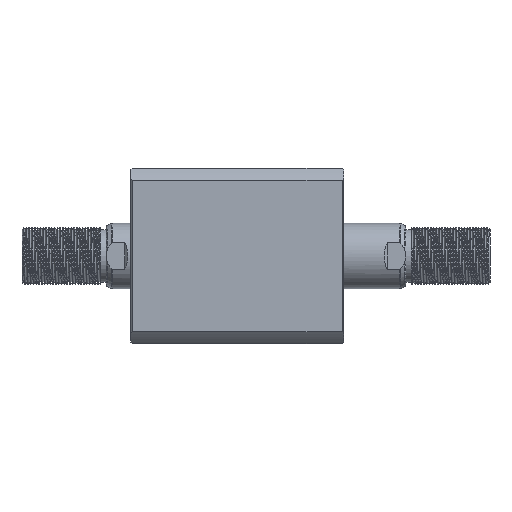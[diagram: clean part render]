
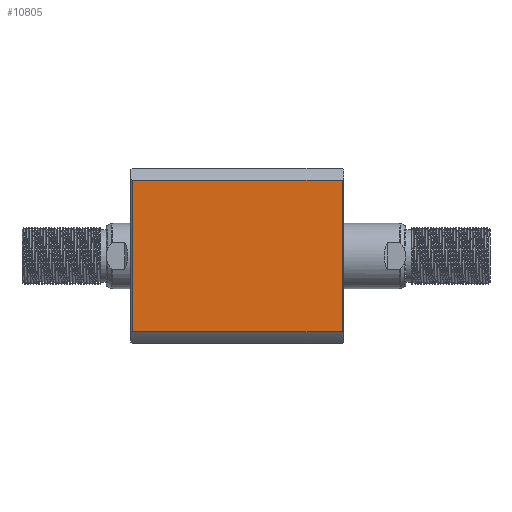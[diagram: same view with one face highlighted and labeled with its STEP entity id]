
A CAD part, left-side view. The second image highlights one B-rep face of the part: STEP entity #10805.
In plain terms, the highlighted planar face has unit normal (-1, 0, 0).
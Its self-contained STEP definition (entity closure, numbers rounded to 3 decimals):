
#842 = EDGE_CURVE ( 'NONE', #6401, #3276, #18407, .T. ) ;
#1115 = CARTESIAN_POINT ( 'NONE',  ( -47., 47., 113. ) ) ;
#1923 = CARTESIAN_POINT ( 'NONE',  ( -47., 40.435, 1. ) ) ;
#2346 = EDGE_LOOP ( 'NONE', ( #16781, #17127, #7335, #15142 ) ) ;
#2484 = LINE ( 'NONE', #14287, #21347 ) ;
#2633 = VERTEX_POINT ( 'NONE', #6789 ) ;
#2724 = CARTESIAN_POINT ( 'NONE',  ( -47., -40.435, 113. ) ) ;
#3276 = VERTEX_POINT ( 'NONE', #15438 ) ;
#3841 = VECTOR ( 'NONE', #19818, 1000. ) ;
#4570 = PLANE ( 'NONE',  #19387 ) ;
#4646 = CARTESIAN_POINT ( 'NONE',  ( -47., 47., 114. ) ) ;
#5169 = DIRECTION ( 'NONE',  ( 0., 0., -1. ) ) ;
#5884 = VECTOR ( 'NONE', #6537, 1000. ) ;
#6019 = EDGE_CURVE ( 'NONE', #22556, #3276, #2484, .T. ) ;
#6401 = VERTEX_POINT ( 'NONE', #1923 ) ;
#6537 = DIRECTION ( 'NONE',  ( 0., 1., 0. ) ) ;
#6789 = CARTESIAN_POINT ( 'NONE',  ( -47., 40.435, 113. ) ) ;
#7335 = ORIENTED_EDGE ( 'NONE', *, *, #22781, .F. ) ;
#7493 = LINE ( 'NONE', #17890, #21515 ) ;
#8302 = DIRECTION ( 'NONE',  ( 1., 0., 0. ) ) ;
#8871 = CARTESIAN_POINT ( 'NONE',  ( -47., 47., 1. ) ) ;
#10601 = DIRECTION ( 'NONE',  ( 0., 0., 1. ) ) ;
#10805 = ADVANCED_FACE ( 'NONE', ( #22678 ), #4570, .F. ) ;
#14287 = CARTESIAN_POINT ( 'NONE',  ( -47., -40.435, 300. ) ) ;
#15142 = ORIENTED_EDGE ( 'NONE', *, *, #842, .T. ) ;
#15438 = CARTESIAN_POINT ( 'NONE',  ( -47., -40.435, 1. ) ) ;
#15629 = LINE ( 'NONE', #1115, #5884 ) ;
#16781 = ORIENTED_EDGE ( 'NONE', *, *, #6019, .F. ) ;
#17127 = ORIENTED_EDGE ( 'NONE', *, *, #18884, .T. ) ;
#17890 = CARTESIAN_POINT ( 'NONE',  ( -47., 40.435, 300. ) ) ;
#18407 = LINE ( 'NONE', #8871, #3841 ) ;
#18884 = EDGE_CURVE ( 'NONE', #22556, #2633, #15629, .T. ) ;
#19387 = AXIS2_PLACEMENT_3D ( 'NONE', #4646, #8302, #21104 ) ;
#19818 = DIRECTION ( 'NONE',  ( 0., -1., 0. ) ) ;
#21104 = DIRECTION ( 'NONE',  ( 0., 1., 0. ) ) ;
#21347 = VECTOR ( 'NONE', #5169, 1000. ) ;
#21515 = VECTOR ( 'NONE', #10601, 1000. ) ;
#22556 = VERTEX_POINT ( 'NONE', #2724 ) ;
#22678 = FACE_OUTER_BOUND ( 'NONE', #2346, .T. ) ;
#22781 = EDGE_CURVE ( 'NONE', #6401, #2633, #7493, .T. ) ;
